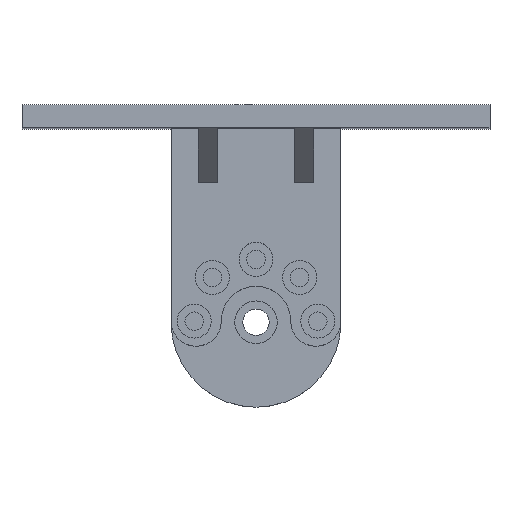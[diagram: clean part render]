
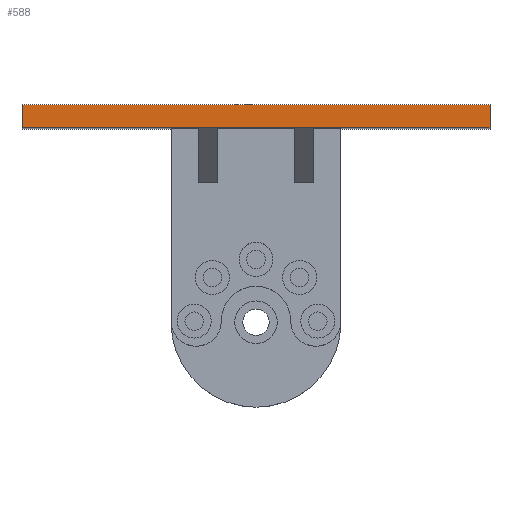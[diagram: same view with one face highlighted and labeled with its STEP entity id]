
A CAD part, top view. The second image highlights one B-rep face of the part: STEP entity #588.
In plain terms, the highlighted planar face has unit normal (0, 0, 1).
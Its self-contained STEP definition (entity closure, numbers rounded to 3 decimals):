
#2 = ORIENTED_EDGE ( 'NONE', *, *, #1865, .F. ) ;
#10 = VERTEX_POINT ( 'NONE', #1977 ) ;
#43 = VECTOR ( 'NONE', #1750, 1000. ) ;
#45 = CARTESIAN_POINT ( 'NONE',  ( -30.3, 28., 10. ) ) ;
#72 = LINE ( 'NONE', #1558, #43 ) ;
#79 = LINE ( 'NONE', #810, #1671 ) ;
#113 = VECTOR ( 'NONE', #1902, 1000. ) ;
#143 = ORIENTED_EDGE ( 'NONE', *, *, #996, .F. ) ;
#214 = FACE_OUTER_BOUND ( 'NONE', #1103, .T. ) ;
#266 = VECTOR ( 'NONE', #554, 1000. ) ;
#267 = EDGE_CURVE ( 'NONE', #10, #2151, #435, .T. ) ;
#292 = CARTESIAN_POINT ( 'NONE',  ( 30.3, 28., 10. ) ) ;
#338 = AXIS2_PLACEMENT_3D ( 'NONE', #45, #2236, #1154 ) ;
#435 = LINE ( 'NONE', #1922, #1194 ) ;
#439 = ORIENTED_EDGE ( 'NONE', *, *, #1279, .T. ) ;
#481 = LINE ( 'NONE', #2153, #1934 ) ;
#495 = VERTEX_POINT ( 'NONE', #593 ) ;
#498 = LINE ( 'NONE', #2010, #1416 ) ;
#500 = ORIENTED_EDGE ( 'NONE', *, *, #1193, .T. ) ;
#554 = DIRECTION ( 'NONE',  ( -1., 0., 0. ) ) ;
#588 = ADVANCED_FACE ( 'NONE', ( #214 ), #1323, .F. ) ;
#593 = CARTESIAN_POINT ( 'NONE',  ( 5., 25., 10. ) ) ;
#758 = EDGE_CURVE ( 'NONE', #2044, #844, #79, .T. ) ;
#810 = CARTESIAN_POINT ( 'NONE',  ( -30.3, 25., 10. ) ) ;
#822 = LINE ( 'NONE', #1765, #1870 ) ;
#844 = VERTEX_POINT ( 'NONE', #1778 ) ;
#889 = VERTEX_POINT ( 'NONE', #292 ) ;
#964 = LINE ( 'NONE', #1703, #113 ) ;
#967 = LINE ( 'NONE', #1692, #266 ) ;
#996 = EDGE_CURVE ( 'NONE', #495, #1698, #967, .T. ) ;
#1103 = EDGE_LOOP ( 'NONE', ( #2, #1131, #1974, #1874, #500, #143, #439, #1179 ) ) ;
#1112 = CARTESIAN_POINT ( 'NONE',  ( -5., 25., 10. ) ) ;
#1131 = ORIENTED_EDGE ( 'NONE', *, *, #1394, .F. ) ;
#1154 = DIRECTION ( 'NONE',  ( -1., 0., 0. ) ) ;
#1179 = ORIENTED_EDGE ( 'NONE', *, *, #758, .T. ) ;
#1193 = EDGE_CURVE ( 'NONE', #2237, #1698, #72, .T. ) ;
#1194 = VECTOR ( 'NONE', #2152, 1000. ) ;
#1217 = CARTESIAN_POINT ( 'NONE',  ( 7.5, 25., 10. ) ) ;
#1279 = EDGE_CURVE ( 'NONE', #495, #2044, #498, .T. ) ;
#1323 = PLANE ( 'NONE',  #338 ) ;
#1338 = CARTESIAN_POINT ( 'NONE',  ( -7.5, 25., 10. ) ) ;
#1394 = EDGE_CURVE ( 'NONE', #10, #889, #481, .T. ) ;
#1416 = VECTOR ( 'NONE', #2157, 1000. ) ;
#1449 = DIRECTION ( 'NONE',  ( 1., 0., 0. ) ) ;
#1558 = CARTESIAN_POINT ( 'NONE',  ( -30.3, 25., 10. ) ) ;
#1560 = DIRECTION ( 'NONE',  ( 1., 0., 0. ) ) ;
#1573 = DIRECTION ( 'NONE',  ( 1., 0., 0. ) ) ;
#1671 = VECTOR ( 'NONE', #1560, 1000. ) ;
#1692 = CARTESIAN_POINT ( 'NONE',  ( -5., 25., 10. ) ) ;
#1698 = VERTEX_POINT ( 'NONE', #1112 ) ;
#1703 = CARTESIAN_POINT ( 'NONE',  ( 30.3, 28., 10. ) ) ;
#1750 = DIRECTION ( 'NONE',  ( 1., 0., 0. ) ) ;
#1765 = CARTESIAN_POINT ( 'NONE',  ( -30.3, 25., 10. ) ) ;
#1778 = CARTESIAN_POINT ( 'NONE',  ( 30.3, 25., 10. ) ) ;
#1865 = EDGE_CURVE ( 'NONE', #889, #844, #964, .T. ) ;
#1870 = VECTOR ( 'NONE', #1573, 1000. ) ;
#1874 = ORIENTED_EDGE ( 'NONE', *, *, #2314, .T. ) ;
#1902 = DIRECTION ( 'NONE',  ( 0., -1., 0. ) ) ;
#1922 = CARTESIAN_POINT ( 'NONE',  ( -30.3, 28., 10. ) ) ;
#1934 = VECTOR ( 'NONE', #1449, 1000. ) ;
#1974 = ORIENTED_EDGE ( 'NONE', *, *, #267, .T. ) ;
#1977 = CARTESIAN_POINT ( 'NONE',  ( -30.3, 28., 10. ) ) ;
#2010 = CARTESIAN_POINT ( 'NONE',  ( -30.3, 25., 10. ) ) ;
#2044 = VERTEX_POINT ( 'NONE', #1217 ) ;
#2151 = VERTEX_POINT ( 'NONE', #2408 ) ;
#2152 = DIRECTION ( 'NONE',  ( 0., -1., 0. ) ) ;
#2153 = CARTESIAN_POINT ( 'NONE',  ( -30.3, 28., 10. ) ) ;
#2157 = DIRECTION ( 'NONE',  ( 1., 0., 0. ) ) ;
#2236 = DIRECTION ( 'NONE',  ( 0., 0., -1. ) ) ;
#2237 = VERTEX_POINT ( 'NONE', #1338 ) ;
#2314 = EDGE_CURVE ( 'NONE', #2151, #2237, #822, .T. ) ;
#2408 = CARTESIAN_POINT ( 'NONE',  ( -30.3, 25., 10. ) ) ;
